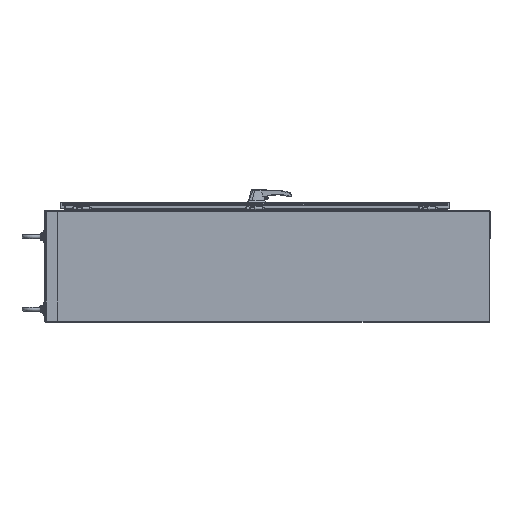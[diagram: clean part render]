
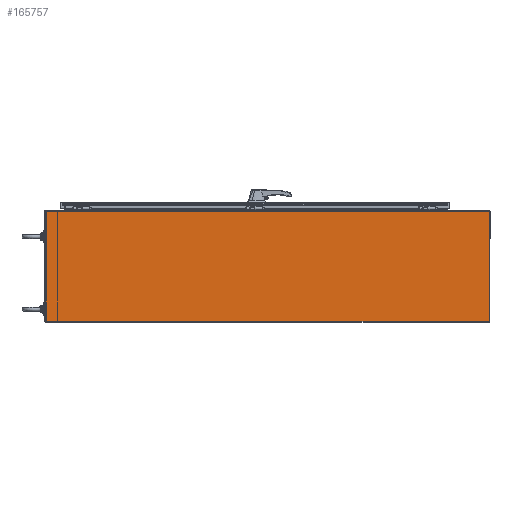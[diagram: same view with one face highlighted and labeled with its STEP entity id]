
A CAD part, left-side view. The second image highlights one B-rep face of the part: STEP entity #165757.
In plain terms, the highlighted planar face has unit normal (-1, 0, 0).
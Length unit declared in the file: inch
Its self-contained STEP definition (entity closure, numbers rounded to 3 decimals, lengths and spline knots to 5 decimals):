
#1531 = DIRECTION ( 'NONE',  ( 0., -1., 0. ) ) ;
#1794 = PLANE ( 'NONE',  #213761 ) ;
#5453 = DIRECTION ( 'NONE',  ( 0., 1., 0. ) ) ;
#7774 = CARTESIAN_POINT ( 'NONE',  ( -0.125, -17.815, 6.672 ) ) ;
#18566 = ORIENTED_EDGE ( 'NONE', *, *, #112575, .T. ) ;
#18630 = VERTEX_POINT ( 'NONE', #202501 ) ;
#20817 = EDGE_CURVE ( 'NONE', #18630, #149445, #183257, .T. ) ;
#22609 = VECTOR ( 'NONE', #115304, 39.37008 ) ;
#44940 = VECTOR ( 'NONE', #5453, 39.37008 ) ;
#51676 = CARTESIAN_POINT ( 'NONE',  ( -0.125, -17.815, 6.672 ) ) ;
#55211 = FACE_OUTER_BOUND ( 'NONE', #207361, .T. ) ;
#62005 = DIRECTION ( 'NONE',  ( 1., 0., 0. ) ) ;
#63647 = CARTESIAN_POINT ( 'NONE',  ( -0.125, -17.815, 6.702 ) ) ;
#64928 = ORIENTED_EDGE ( 'NONE', *, *, #231305, .T. ) ;
#74068 = CARTESIAN_POINT ( 'NONE',  ( -0.125, 0., 0. ) ) ;
#79882 = CARTESIAN_POINT ( 'NONE',  ( -0.125, -17.815, 71.875 ) ) ;
#82780 = ORIENTED_EDGE ( 'NONE', *, *, #197626, .T. ) ;
#87724 = VECTOR ( 'NONE', #1531, 39.37008 ) ;
#89210 = CARTESIAN_POINT ( 'NONE',  ( -0.125, 0., 0. ) ) ;
#94216 = EDGE_CURVE ( 'NONE', #168634, #126300, #170660, .T. ) ;
#102128 = AXIS2_PLACEMENT_3D ( 'NONE', #204269, #62005, #221335 ) ;
#105027 = VECTOR ( 'NONE', #230378, 39.37008 ) ;
#105943 = CARTESIAN_POINT ( 'NONE',  ( -0.125, 0., 0. ) ) ;
#106678 = ORIENTED_EDGE ( 'NONE', *, *, #20817, .T. ) ;
#112575 = EDGE_CURVE ( 'NONE', #126300, #146566, #117668, .T. ) ;
#115304 = DIRECTION ( 'NONE',  ( 0., 0., 1. ) ) ;
#117668 = LINE ( 'NONE', #134050, #22609 ) ;
#123720 = ORIENTED_EDGE ( 'NONE', *, *, #94216, .T. ) ;
#124252 = CARTESIAN_POINT ( 'NONE',  ( -0.125, -17.875, 0. ) ) ;
#126300 = VERTEX_POINT ( 'NONE', #63647 ) ;
#127798 = CARTESIAN_POINT ( 'NONE',  ( -0.125, 0., 0. ) ) ;
#133629 = VERTEX_POINT ( 'NONE', #127798 ) ;
#134050 = CARTESIAN_POINT ( 'NONE',  ( -0.125, -17.815, 0. ) ) ;
#135344 = LINE ( 'NONE', #74068, #87724 ) ;
#135489 = DIRECTION ( 'NONE',  ( 0., 1., 0. ) ) ;
#136275 = CARTESIAN_POINT ( 'NONE',  ( -0.125, 0., 71.875 ) ) ;
#136765 = EDGE_CURVE ( 'NONE', #149445, #168634, #145595, .T. ) ;
#138291 = VERTEX_POINT ( 'NONE', #157133 ) ;
#142078 = VECTOR ( 'NONE', #135489, 39.37008 ) ;
#142447 = DIRECTION ( 'NONE',  ( 0., 0., -1. ) ) ;
#143168 = ORIENTED_EDGE ( 'NONE', *, *, #178059, .T. ) ;
#145595 = LINE ( 'NONE', #7774, #44940 ) ;
#146566 = VERTEX_POINT ( 'NONE', #79882 ) ;
#149445 = VERTEX_POINT ( 'NONE', #157963 ) ;
#157133 = CARTESIAN_POINT ( 'NONE',  ( -0.125, 0., 71.875 ) ) ;
#157963 = CARTESIAN_POINT ( 'NONE',  ( -0.125, -17.875, 6.672 ) ) ;
#161219 = LINE ( 'NONE', #105943, #194857 ) ;
#165757 = ADVANCED_FACE ( 'NONE', ( #55211 ), #1794, .T. ) ;
#168634 = VERTEX_POINT ( 'NONE', #51676 ) ;
#170660 = CIRCLE ( 'NONE', #102128, 0.015 ) ;
#178059 = EDGE_CURVE ( 'NONE', #146566, #138291, #206365, .T. ) ;
#183257 = LINE ( 'NONE', #124252, #105027 ) ;
#194857 = VECTOR ( 'NONE', #230779, 39.37008 ) ;
#197626 = EDGE_CURVE ( 'NONE', #133629, #18630, #135344, .T. ) ;
#202501 = CARTESIAN_POINT ( 'NONE',  ( -0.125, -17.875, 0. ) ) ;
#204269 = CARTESIAN_POINT ( 'NONE',  ( -0.125, -17.815, 6.687 ) ) ;
#206365 = LINE ( 'NONE', #136275, #142078 ) ;
#207361 = EDGE_LOOP ( 'NONE', ( #106678, #220051, #123720, #18566, #143168, #64928, #82780 ) ) ;
#213761 = AXIS2_PLACEMENT_3D ( 'NONE', #89210, #231308, #142447 ) ;
#220051 = ORIENTED_EDGE ( 'NONE', *, *, #136765, .T. ) ;
#221335 = DIRECTION ( 'NONE',  ( 0., 0., -1. ) ) ;
#230378 = DIRECTION ( 'NONE',  ( 0., 0., 1. ) ) ;
#230779 = DIRECTION ( 'NONE',  ( 0., 0., -1. ) ) ;
#231305 = EDGE_CURVE ( 'NONE', #138291, #133629, #161219, .T. ) ;
#231308 = DIRECTION ( 'NONE',  ( -1., 0., 0. ) ) ;
